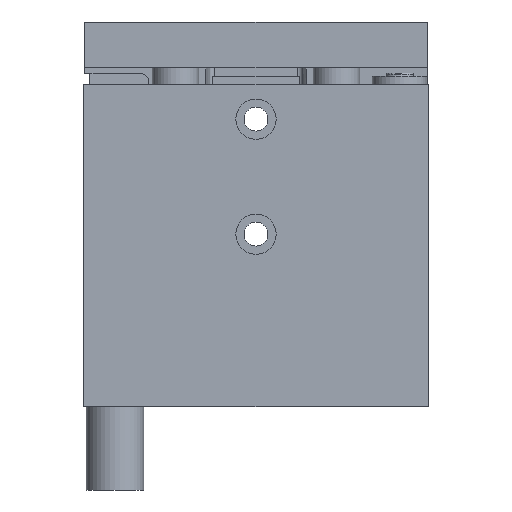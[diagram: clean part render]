
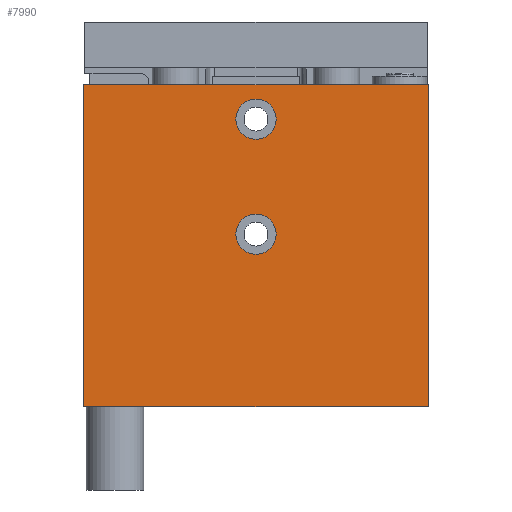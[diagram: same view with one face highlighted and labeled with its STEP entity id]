
A CAD part, front view. The second image highlights one B-rep face of the part: STEP entity #7990.
In plain terms, the highlighted planar face has unit normal (0, -1, 0).
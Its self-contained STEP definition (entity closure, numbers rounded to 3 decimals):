
#127=LINE('',#11687,#601);
#161=LINE('',#11763,#635);
#183=LINE('',#11855,#657);
#184=LINE('',#11861,#658);
#601=VECTOR('',#9395,1000.);
#635=VECTOR('',#9447,1000.);
#657=VECTOR('',#9517,1000.);
#658=VECTOR('',#9524,1000.);
#1072=PLANE('',#8492);
#1383=ORIENTED_EDGE('',*,*,#3252,.F.);
#1384=ORIENTED_EDGE('',*,*,#3253,.F.);
#1385=ORIENTED_EDGE('',*,*,#3171,.F.);
#1386=ORIENTED_EDGE('',*,*,#3251,.F.);
#1387=ORIENTED_EDGE('',*,*,#3209,.T.);
#1388=ORIENTED_EDGE('',*,*,#3254,.T.);
#3171=EDGE_CURVE('',#4112,#4113,#127,.T.);
#3209=EDGE_CURVE('',#4146,#4145,#161,.T.);
#3251=EDGE_CURVE('',#4146,#4112,#183,.T.);
#3252=EDGE_CURVE('',#4182,#4182,#4800,.T.);
#3253=EDGE_CURVE('',#4183,#4183,#4801,.T.);
#3254=EDGE_CURVE('',#4145,#4113,#184,.T.);
#4112=VERTEX_POINT('',#11686);
#4113=VERTEX_POINT('',#11688);
#4145=VERTEX_POINT('',#11762);
#4146=VERTEX_POINT('',#11764);
#4182=VERTEX_POINT('',#11858);
#4183=VERTEX_POINT('',#11860);
#4800=CIRCLE('',#8493,3.5);
#4801=CIRCLE('',#8494,3.5);
#5231=EDGE_LOOP('',(#1383));
#5232=EDGE_LOOP('',(#1384));
#5233=EDGE_LOOP('',(#1385,#1386,#1387,#1388));
#5865=FACE_BOUND('',#5231,.T.);
#5866=FACE_BOUND('',#5232,.T.);
#5867=FACE_BOUND('',#5233,.T.);
#7990=ADVANCED_FACE('',(#5865,#5866,#5867),#1072,.T.);
#8492=AXIS2_PLACEMENT_3D('',#11856,#9518,#9519);
#8493=AXIS2_PLACEMENT_3D('',#11857,#9520,#9521);
#8494=AXIS2_PLACEMENT_3D('',#11859,#9522,#9523);
#9395=DIRECTION('',(1.,0.,0.));
#9447=DIRECTION('',(1.,0.,0.));
#9517=DIRECTION('',(0.,0.,1.));
#9518=DIRECTION('',(0.,-1.,0.));
#9519=DIRECTION('',(0.,0.,-1.));
#9520=DIRECTION('',(0.,-1.,0.));
#9521=DIRECTION('',(0.,0.,-1.));
#9522=DIRECTION('',(0.,-1.,0.));
#9523=DIRECTION('',(0.,0.,-1.));
#9524=DIRECTION('',(0.,0.,1.));
#11686=CARTESIAN_POINT('',(-30.,0.,0.));
#11687=CARTESIAN_POINT('',(-30.,0.,0.));
#11688=CARTESIAN_POINT('',(30.,0.,0.));
#11762=CARTESIAN_POINT('',(30.,0.,-56.));
#11763=CARTESIAN_POINT('',(-30.,0.,-56.));
#11764=CARTESIAN_POINT('',(-30.,0.,-56.));
#11855=CARTESIAN_POINT('',(-30.,0.,-56.));
#11856=CARTESIAN_POINT('',(-30.,0.,-56.));
#11857=CARTESIAN_POINT('',(0.,0.,-26.));
#11858=CARTESIAN_POINT('',(0.,0.,-29.5));
#11859=CARTESIAN_POINT('',(0.,0.,-6.));
#11860=CARTESIAN_POINT('',(0.,0.,-9.5));
#11861=CARTESIAN_POINT('',(30.,0.,-56.));
